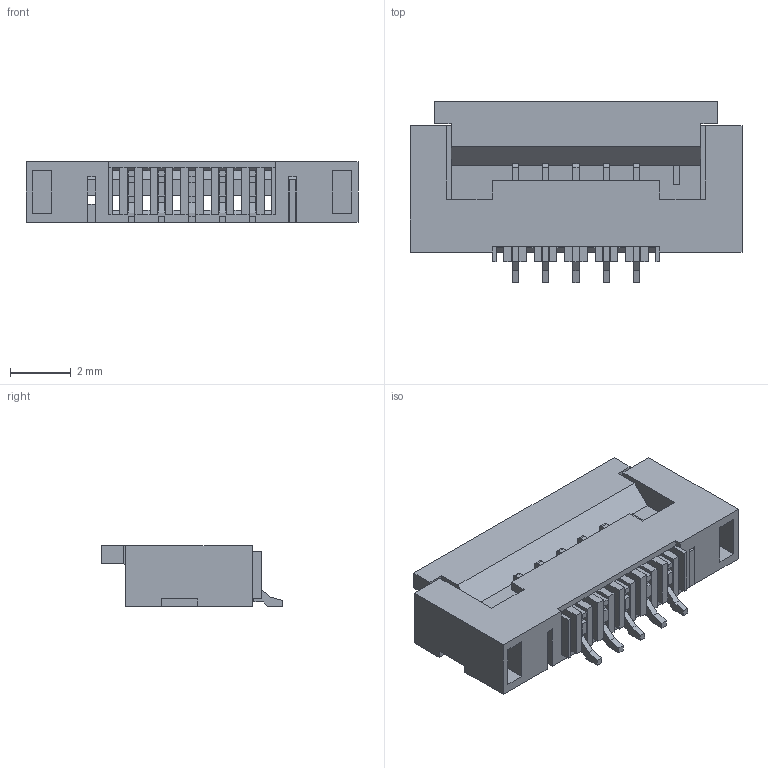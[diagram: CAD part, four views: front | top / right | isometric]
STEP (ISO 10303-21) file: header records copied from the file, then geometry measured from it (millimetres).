
FILE_DESCRIPTION (( 'STEP AP214' ), '1' );
FILE_NAME ('FPC_5P_1mm.STEP', '2022-03-02T08:59:08', ( '' ), ( '' ), 'SwSTEP 2.0', 'SolidWorks 2021', '' );
FILE_SCHEMA (( 'AUTOMOTIVE_DESIGN' ));
Length unit declared in the file: millimetre
Products named in the file (5): 3D_PCB1_2022-03-02.step; FPC-SMD_P1.00-5P_FGS-XJ-H2.0.step; FPC_5P_1mm; U1.step; COMPOUND.step
Assembly tree (4 placements, depth 5):
  FPC_5P_1mm
    3D_PCB1_2022-03-02.step
      U1.step
        FPC-SMD_P1.00-5P_FGS-XJ-H2.0.step
          COMPOUND.step
Bounding box: 10.9 x 5.97 x 2 mm (x, y, z)
Volume: 74.6 mm3; surface area: 402.1 mm2
Topology: 9 solids, 9 shells, 527 faces, 1506 edges, 980 vertices
Faces by surface type: plane 437, bspline 48, cylinder 42
Entity records: 20364 total; most frequent: CARTESIAN_POINT 5327, ORIENTED_EDGE 3012, DIRECTION 2472, EDGE_CURVE 1506, VECTOR 1326, LINE 1326, VERTEX_POINT 980, AXIS2_PLACEMENT_3D 573
